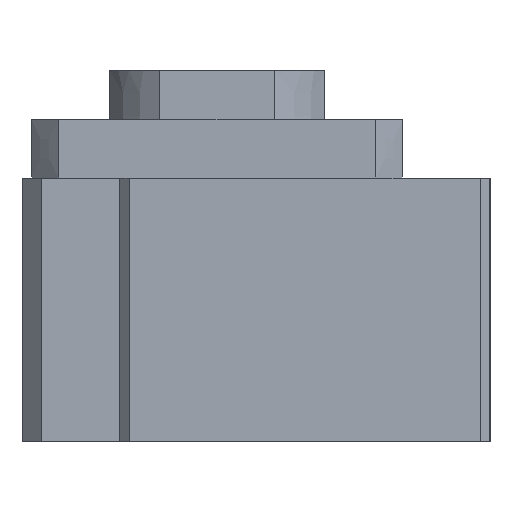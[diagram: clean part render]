
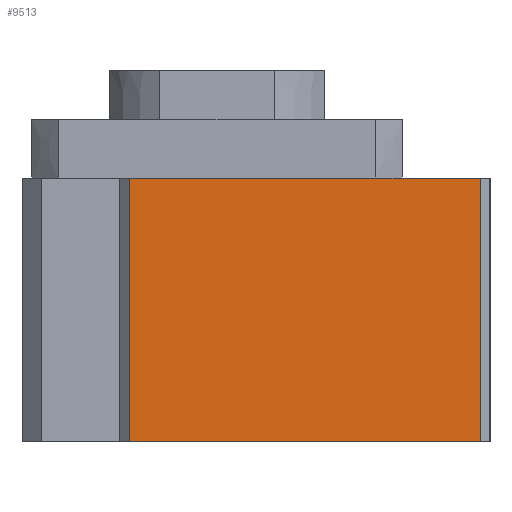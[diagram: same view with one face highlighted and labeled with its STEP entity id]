
A CAD part, left-side view. The second image highlights one B-rep face of the part: STEP entity #9513.
In plain terms, the highlighted planar face has unit normal (-1, 0, 0).
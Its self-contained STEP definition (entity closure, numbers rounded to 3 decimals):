
#9474=CARTESIAN_POINT('',(-35.,-27.,-27.));
#9475=VERTEX_POINT('Vertex169',#9474);
#9476=CARTESIAN_POINT('',(-35.,-27.,0.));
#9477=VERTEX_POINT('Vertex168',#9476);
#9478=CARTESIAN_POINT('',(-35.,-27.,-13.5));
#9479=DIRECTION('',(0.,0.,1.));
#9480=VECTOR('',#9479,1.);
#9481=LINE('nurbsCrv168',#9478,#9480);
#9482=EDGE_CURVE('Edge168',#9475,#9477,#9481,.T.);
#9483=ORIENTED_EDGE('Edgeuse168',*,*,#9482,.T.);
#9484=CARTESIAN_POINT('',(-35.,9.,0.));
#9485=VERTEX_POINT('Vertex170',#9484);
#9486=CARTESIAN_POINT('',(-35.,-9.,0.));
#9487=DIRECTION('',(0.,1.,0.));
#9488=VECTOR('',#9487,1.);
#9489=LINE('nurbsCrv169',#9486,#9488);
#9490=EDGE_CURVE('Edge169',#9477,#9485,#9489,.T.);
#9491=ORIENTED_EDGE('Edgeuse169',*,*,#9490,.T.);
#9492=CARTESIAN_POINT('',(-35.,9.,-27.));
#9493=VERTEX_POINT('Vertex171',#9492);
#9494=CARTESIAN_POINT('',(-35.,9.,-13.5));
#9495=DIRECTION('',(0.,0.,-1.));
#9496=VECTOR('',#9495,1.);
#9497=LINE('nurbsCrv170',#9494,#9496);
#9498=EDGE_CURVE('Edge170',#9485,#9493,#9497,.T.);
#9499=ORIENTED_EDGE('Edgeuse170',*,*,#9498,.T.);
#9500=CARTESIAN_POINT('',(-35.,-9.,-27.));
#9501=DIRECTION('',(0.,-1.,0.));
#9502=VECTOR('',#9501,1.);
#9503=LINE('nurbsCrv171',#9500,#9502);
#9504=EDGE_CURVE('Edge171',#9493,#9475,#9503,.T.);
#9505=ORIENTED_EDGE('Edgeuse171',*,*,#9504,.T.);
#9506=EDGE_LOOP('',(#9483,#9491,#9499,#9505));
#9507=FACE_OUTER_BOUND('',#9506,.T.);
#9508=CARTESIAN_POINT('',(-35.,-9.,-13.5));
#9509=DIRECTION('',(-1.,0.,0.));
#9510=DIRECTION('',(0.,0.,1.));
#9511=AXIS2_PLACEMENT_3D('',#9508,#9509,#9510);
#9512=PLANE('nurbsSrf30',#9511);
#9513=ADVANCED_FACE('Face30',(#9507),#9512,.T.);
